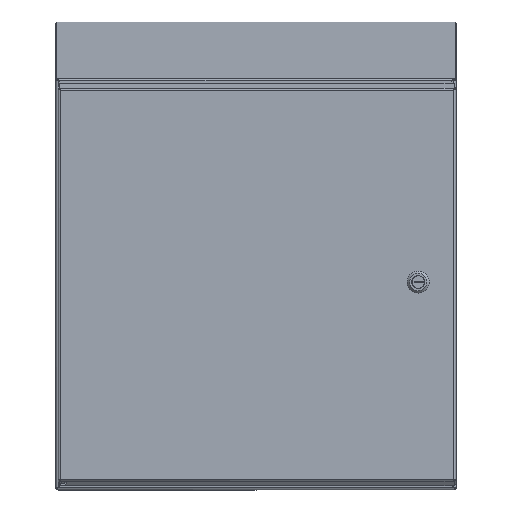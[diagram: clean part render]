
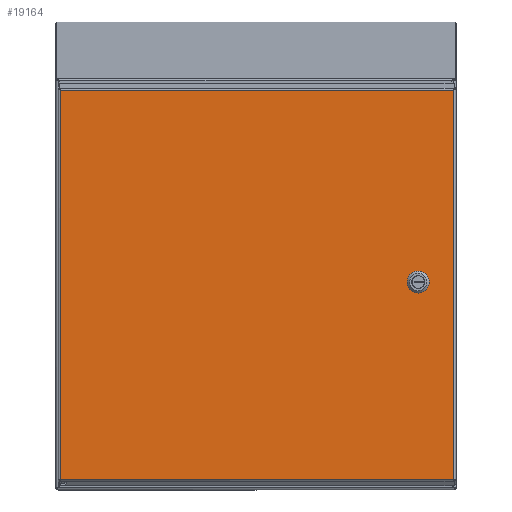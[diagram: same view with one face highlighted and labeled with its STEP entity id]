
A CAD part, top view. The second image highlights one B-rep face of the part: STEP entity #19164.
In plain terms, the highlighted planar face has unit normal (0, 0, 1).
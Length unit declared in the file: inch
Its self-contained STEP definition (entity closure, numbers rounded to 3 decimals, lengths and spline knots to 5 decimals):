
#49 = CARTESIAN_POINT ( 'NONE',  ( -9.78818, -1.41683, 8.8865 ) ) ;
#909 = LINE ( 'NONE', #12099, #36112 ) ;
#1565 = DIRECTION ( 'NONE',  ( -1., 0., 0. ) ) ;
#2259 = DIRECTION ( 'NONE',  ( 0., 1., 0. ) ) ;
#2410 = VERTEX_POINT ( 'NONE', #68722 ) ;
#2472 = DIRECTION ( 'NONE',  ( -1., 0., 0. ) ) ;
#2597 = ORIENTED_EDGE ( 'NONE', *, *, #61264, .T. ) ;
#2656 = ORIENTED_EDGE ( 'NONE', *, *, #58645, .T. ) ;
#2737 = CARTESIAN_POINT ( 'NONE',  ( 9.87632, -11.14001, 8.8865 ) ) ;
#4074 = CARTESIAN_POINT ( 'NONE',  ( 9.87632, -1.41683, 8.8865 ) ) ;
#5418 = ORIENTED_EDGE ( 'NONE', *, *, #52813, .T. ) ;
#5527 = DIRECTION ( 'NONE',  ( 0., -1., 0. ) ) ;
#5595 = VECTOR ( 'NONE', #14209, 39.37008 ) ;
#5611 = LINE ( 'NONE', #69532, #79213 ) ;
#6208 = CARTESIAN_POINT ( 'NONE',  ( 0.04407, -0.89233, 8.8865 ) ) ;
#6599 = VERTEX_POINT ( 'NONE', #81303 ) ;
#6718 = EDGE_CURVE ( 'NONE', #7325, #39373, #29705, .T. ) ;
#6874 = LINE ( 'NONE', #6208, #62731 ) ;
#7325 = VERTEX_POINT ( 'NONE', #28608 ) ;
#9027 = ORIENTED_EDGE ( 'NONE', *, *, #10614, .T. ) ;
#9337 = CARTESIAN_POINT ( 'NONE',  ( 7.70707, -1.41683, 8.8865 ) ) ;
#10026 = LINE ( 'NONE', #49, #37444 ) ;
#10614 = EDGE_CURVE ( 'NONE', #19214, #47074, #13851, .T. ) ;
#10768 = CARTESIAN_POINT ( 'NONE',  ( 0.04407, -1.41683, 8.8865 ) ) ;
#11286 = ORIENTED_EDGE ( 'NONE', *, *, #58260, .T. ) ;
#11591 = EDGE_CURVE ( 'NONE', #39373, #17377, #37048, .T. ) ;
#12099 = CARTESIAN_POINT ( 'NONE',  ( 8.50607, -1.41683, 8.8865 ) ) ;
#13838 = AXIS2_PLACEMENT_3D ( 'NONE', #58906, #77603, #53116 ) ;
#13851 = LINE ( 'NONE', #28361, #21678 ) ;
#14209 = DIRECTION ( 'NONE',  ( 1., 0., 0. ) ) ;
#14457 = CARTESIAN_POINT ( 'NONE',  ( 8.50607, -1.5054, 8.8865 ) ) ;
#15819 = DIRECTION ( 'NONE',  ( -1., 0., 0. ) ) ;
#17377 = VERTEX_POINT ( 'NONE', #41185 ) ;
#18389 = VERTEX_POINT ( 'NONE', #2737 ) ;
#19164 = ADVANCED_FACE ( 'NONE', ( #76140, #25136 ), #48027, .T. ) ;
#19214 = VERTEX_POINT ( 'NONE', #49664 ) ;
#20143 = DIRECTION ( 'NONE',  ( 1., 0., 0. ) ) ;
#21095 = ORIENTED_EDGE ( 'NONE', *, *, #46834, .T. ) ;
#21678 = VECTOR ( 'NONE', #15819, 39.37008 ) ;
#23797 = CARTESIAN_POINT ( 'NONE',  ( 8.32019, -0.89233, 8.8865 ) ) ;
#25055 = AXIS2_PLACEMENT_3D ( 'NONE', #10768, #61428, #42216 ) ;
#25136 = FACE_OUTER_BOUND ( 'NONE', #58387, .T. ) ;
#25802 = VECTOR ( 'NONE', #2259, 39.37008 ) ;
#28361 = CARTESIAN_POINT ( 'NONE',  ( 0.04407, 8.30634, 8.8865 ) ) ;
#28572 = EDGE_CURVE ( 'NONE', #59742, #6599, #5611, .T. ) ;
#28608 = CARTESIAN_POINT ( 'NONE',  ( 7.70707, -1.5054, 8.8865 ) ) ;
#29705 = LINE ( 'NONE', #9337, #25802 ) ;
#30166 = ORIENTED_EDGE ( 'NONE', *, *, #67715, .T. ) ;
#30618 = ORIENTED_EDGE ( 'NONE', *, *, #54485, .T. ) ;
#31140 = EDGE_CURVE ( 'NONE', #18389, #19214, #63746, .T. ) ;
#32013 = CARTESIAN_POINT ( 'NONE',  ( 0.04407, -11.14001, 8.8865 ) ) ;
#33493 = DIRECTION ( 'NONE',  ( -1., 0., 0. ) ) ;
#34027 = CIRCLE ( 'NONE', #46919, 0.453 ) ;
#35826 = CARTESIAN_POINT ( 'NONE',  ( 7.70707, -1.07827, 8.8865 ) ) ;
#36112 = VECTOR ( 'NONE', #44115, 39.37008 ) ;
#37048 = CIRCLE ( 'NONE', #13838, 0.453 ) ;
#37444 = VECTOR ( 'NONE', #5527, 39.37008 ) ;
#38048 = VERTEX_POINT ( 'NONE', #14457 ) ;
#39373 = VERTEX_POINT ( 'NONE', #35826 ) ;
#39564 = VERTEX_POINT ( 'NONE', #23797 ) ;
#40709 = ORIENTED_EDGE ( 'NONE', *, *, #28572, .T. ) ;
#41185 = CARTESIAN_POINT ( 'NONE',  ( 7.89307, -0.89233, 8.8865 ) ) ;
#42216 = DIRECTION ( 'NONE',  ( 1., 0., 0. ) ) ;
#44115 = DIRECTION ( 'NONE',  ( 0., -1., 0. ) ) ;
#46834 = EDGE_CURVE ( 'NONE', #6599, #7325, #72348, .T. ) ;
#46919 = AXIS2_PLACEMENT_3D ( 'NONE', #71042, #51603, #33493 ) ;
#47074 = VERTEX_POINT ( 'NONE', #47223 ) ;
#47223 = CARTESIAN_POINT ( 'NONE',  ( -9.78818, 8.30634, 8.8865 ) ) ;
#47829 = ORIENTED_EDGE ( 'NONE', *, *, #6718, .T. ) ;
#48027 = PLANE ( 'NONE',  #25055 ) ;
#49664 = CARTESIAN_POINT ( 'NONE',  ( 9.87632, 8.30634, 8.8865 ) ) ;
#50852 = DIRECTION ( 'NONE',  ( 0., 0., -1. ) ) ;
#51603 = DIRECTION ( 'NONE',  ( 0., 0., -1. ) ) ;
#52813 = EDGE_CURVE ( 'NONE', #47074, #72214, #10026, .T. ) ;
#53116 = DIRECTION ( 'NONE',  ( -1., 0., 0. ) ) ;
#54485 = EDGE_CURVE ( 'NONE', #72214, #18389, #61443, .T. ) ;
#58260 = EDGE_CURVE ( 'NONE', #39564, #2410, #58999, .T. ) ;
#58290 = CARTESIAN_POINT ( 'NONE',  ( 8.10654, -1.29179, 8.8865 ) ) ;
#58387 = EDGE_LOOP ( 'NONE', ( #9027, #5418, #30618, #77610 ) ) ;
#58645 = EDGE_CURVE ( 'NONE', #17377, #39564, #6874, .T. ) ;
#58906 = CARTESIAN_POINT ( 'NONE',  ( 8.10654, -1.29188, 8.8865 ) ) ;
#58999 = CIRCLE ( 'NONE', #73467, 0.453 ) ;
#59226 = CARTESIAN_POINT ( 'NONE',  ( -9.78818, -11.14001, 8.8865 ) ) ;
#59742 = VERTEX_POINT ( 'NONE', #70245 ) ;
#61084 = ORIENTED_EDGE ( 'NONE', *, *, #11591, .T. ) ;
#61264 = EDGE_CURVE ( 'NONE', #38048, #59742, #34027, .T. ) ;
#61428 = DIRECTION ( 'NONE',  ( 0., 0., 1. ) ) ;
#61443 = LINE ( 'NONE', #32013, #5595 ) ;
#62731 = VECTOR ( 'NONE', #20143, 39.37008 ) ;
#62804 = VECTOR ( 'NONE', #78120, 39.37008 ) ;
#63746 = LINE ( 'NONE', #4074, #62804 ) ;
#63968 = CARTESIAN_POINT ( 'NONE',  ( 8.10657, -1.29183, 8.8865 ) ) ;
#67715 = EDGE_CURVE ( 'NONE', #2410, #38048, #909, .T. ) ;
#68722 = CARTESIAN_POINT ( 'NONE',  ( 8.50607, -1.07827, 8.8865 ) ) ;
#69532 = CARTESIAN_POINT ( 'NONE',  ( 0.04407, -1.69133, 8.8865 ) ) ;
#70245 = CARTESIAN_POINT ( 'NONE',  ( 8.32013, -1.69133, 8.8865 ) ) ;
#71042 = CARTESIAN_POINT ( 'NONE',  ( 8.10657, -1.29183, 8.8865 ) ) ;
#72214 = VERTEX_POINT ( 'NONE', #59226 ) ;
#72348 = CIRCLE ( 'NONE', #81210, 0.453 ) ;
#73467 = AXIS2_PLACEMENT_3D ( 'NONE', #58290, #77788, #2472 ) ;
#75891 = DIRECTION ( 'NONE',  ( -1., 0., 0. ) ) ;
#76140 = FACE_BOUND ( 'NONE', #76288, .T. ) ;
#76288 = EDGE_LOOP ( 'NONE', ( #61084, #2656, #11286, #30166, #2597, #40709, #21095, #47829 ) ) ;
#77603 = DIRECTION ( 'NONE',  ( 0., 0., -1. ) ) ;
#77610 = ORIENTED_EDGE ( 'NONE', *, *, #31140, .T. ) ;
#77788 = DIRECTION ( 'NONE',  ( 0., 0., -1. ) ) ;
#78120 = DIRECTION ( 'NONE',  ( 0., 1., 0. ) ) ;
#79213 = VECTOR ( 'NONE', #75891, 39.37008 ) ;
#81210 = AXIS2_PLACEMENT_3D ( 'NONE', #63968, #50852, #1565 ) ;
#81303 = CARTESIAN_POINT ( 'NONE',  ( 7.89301, -1.69133, 8.8865 ) ) ;
